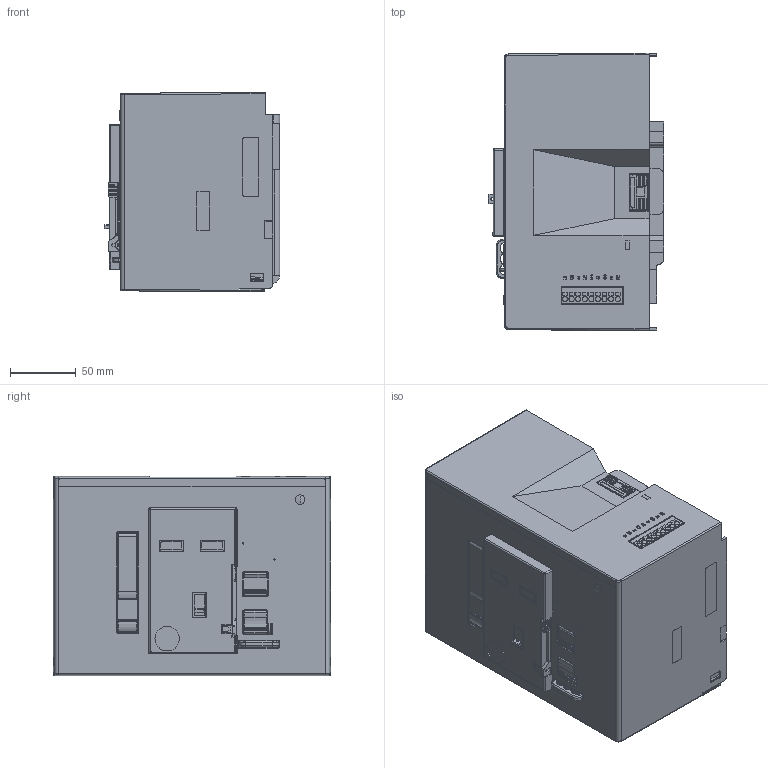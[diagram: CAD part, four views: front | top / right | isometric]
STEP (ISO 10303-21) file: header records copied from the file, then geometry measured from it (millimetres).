
FILE_DESCRIPTION((''),'2;1');
FILE_NAME('ASM0002_ASM','2019-06-06T',('ITSTCAR1'),(''),'CREO PARAMETRIC BY PTC INC, 2016050','CREO PARAMETRIC BY PTC INC, 2016050','');
FILE_SCHEMA(('AUTOMOTIVE_DESIGN { 1 0 10303 214 1 1 1 1 }'));
Products named in the file (2): _1SDH002065A1256; ASM0002_ASM
Assembly tree (1 placements, depth 2):
  ASM0002_ASM
    _1SDH002065A1256
Bounding box: 133.1 x 210.6 x 151.23 mm (x, y, z)
Surface area: 166715.2 mm2 (no closed solid volume)
Topology: 0 solids, 3 shells, 1235 faces, 3453 edges, 2233 vertices
Faces by surface type: plane 827, cylinder 296, bspline 51, torus 50, sphere 10, cone 1
Entity records: 50542 total; most frequent: CARTESIAN_POINT 17316, ORIENTED_EDGE 6582, DIRECTION 5785, EDGE_CURVE 3441, VERTEX_POINT 2233, VECTOR 2199, LINE 2199, AXIS2_PLACEMENT_3D 1793
